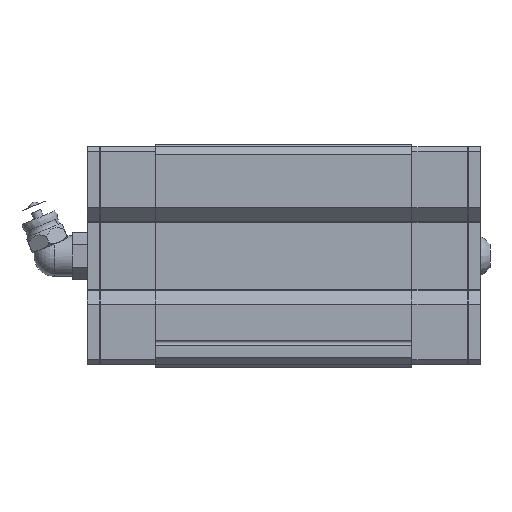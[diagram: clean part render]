
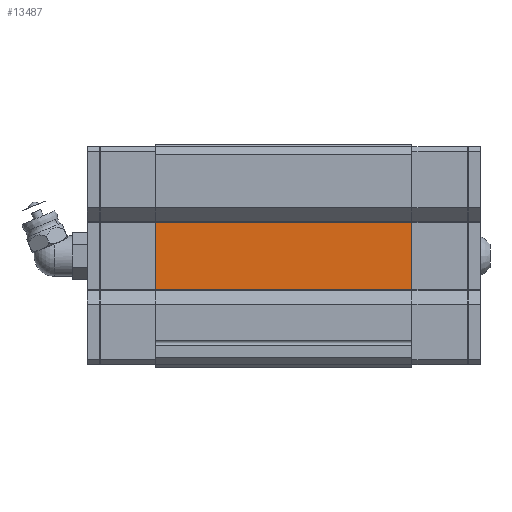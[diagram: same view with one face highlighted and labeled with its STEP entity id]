
A CAD part, front view. The second image highlights one B-rep face of the part: STEP entity #13487.
In plain terms, the highlighted planar face has unit normal (0, -1, 0).
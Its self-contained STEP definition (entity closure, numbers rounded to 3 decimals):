
#311=PLANE('',#14550);
#1002=FACE_OUTER_BOUND('',#1739,.T.);
#1739=EDGE_LOOP('',(#10884,#10885,#10886,#10887));
#3276=LINE('',#20985,#4743);
#3355=LINE('',#21181,#4822);
#3378=LINE('',#21229,#4845);
#3379=LINE('',#21231,#4846);
#4743=VECTOR('',#16909,10.);
#4822=VECTOR('',#17050,10.);
#4845=VECTOR('',#17113,72.5);
#4846=VECTOR('',#17116,72.5);
#6168=VERTEX_POINT('',#20982);
#6169=VERTEX_POINT('',#20984);
#6254=VERTEX_POINT('',#21178);
#6255=VERTEX_POINT('',#21180);
#7797=EDGE_CURVE('',#6168,#6169,#3276,.T.);
#7898=EDGE_CURVE('',#6254,#6255,#3355,.T.);
#7923=EDGE_CURVE('',#6169,#6254,#3378,.T.);
#7924=EDGE_CURVE('',#6168,#6255,#3379,.T.);
#10884=ORIENTED_EDGE('',*,*,#7898,.F.);
#10885=ORIENTED_EDGE('',*,*,#7923,.F.);
#10886=ORIENTED_EDGE('',*,*,#7797,.F.);
#10887=ORIENTED_EDGE('',*,*,#7924,.T.);
#13487=ADVANCED_FACE('',(#1002),#311,.F.);
#14550=AXIS2_PLACEMENT_3D('',#21230,#17114,#17115);
#16909=DIRECTION('',(-1.,0.,0.));
#17050=DIRECTION('',(1.,0.,0.));
#17113=DIRECTION('',(0.,0.,1.));
#17114=DIRECTION('center_axis',(0.,1.,0.));
#17115=DIRECTION('ref_axis',(-1.,0.,0.));
#17116=DIRECTION('',(0.,0.,1.));
#20982=CARTESIAN_POINT('',(7.231,0.,-25.25));
#20984=CARTESIAN_POINT('',(-7.231,0.,-25.25));
#20985=CARTESIAN_POINT('',(-3.615,0.,-25.25));
#21178=CARTESIAN_POINT('',(-7.231,0.,25.25));
#21180=CARTESIAN_POINT('',(7.231,0.,25.25));
#21181=CARTESIAN_POINT('',(-3.615,0.,25.25));
#21229=CARTESIAN_POINT('',(-7.231,0.,-38.75));
#21230=CARTESIAN_POINT('Origin',(7.231,0.,
-38.75));
#21231=CARTESIAN_POINT('',(7.231,0.,-38.75));
